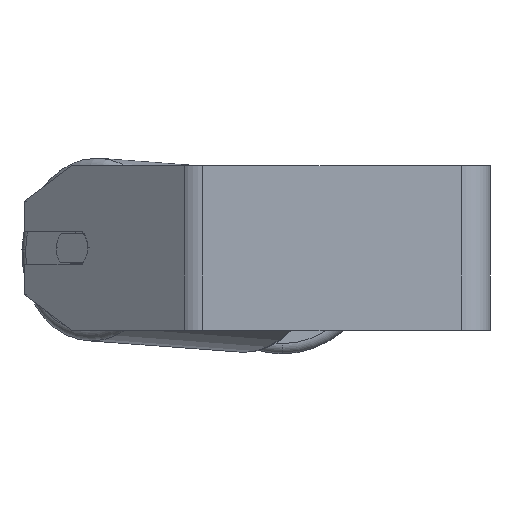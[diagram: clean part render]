
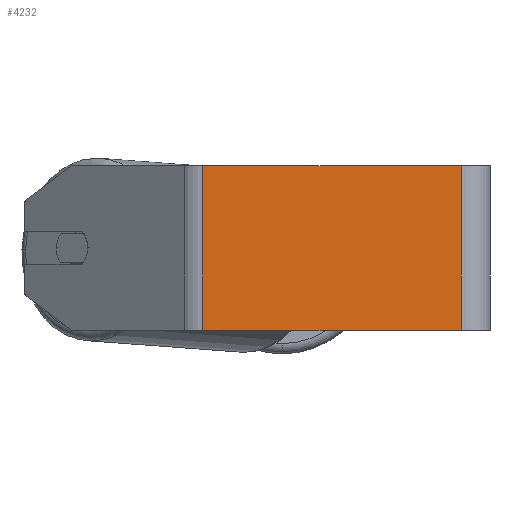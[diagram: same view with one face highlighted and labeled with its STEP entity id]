
A CAD part, left-side view. The second image highlights one B-rep face of the part: STEP entity #4232.
In plain terms, the highlighted planar face has unit normal (-1, 0, 0).
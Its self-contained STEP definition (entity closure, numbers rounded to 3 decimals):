
#256 = VECTOR ( 'NONE', #5056, 1000. ) ;
#313 = DIRECTION ( 'NONE',  ( 1., 0., 0. ) ) ;
#392 = DIRECTION ( 'NONE',  ( 0., 0., -1. ) ) ;
#542 = EDGE_CURVE ( 'NONE', #6575, #6364, #1365, .T. ) ;
#1344 = CARTESIAN_POINT ( 'NONE',  ( -255., 139.586, -40. ) ) ;
#1365 = LINE ( 'NONE', #3967, #3222 ) ;
#1416 = CARTESIAN_POINT ( 'NONE',  ( -255., 14., 40. ) ) ;
#2732 = AXIS2_PLACEMENT_3D ( 'NONE', #6114, #313, #392 ) ;
#2770 = LINE ( 'NONE', #7997, #4270 ) ;
#2841 = EDGE_CURVE ( 'NONE', #3019, #5910, #8285, .T. ) ;
#2873 = EDGE_CURVE ( 'NONE', #6575, #3019, #3737, .T. ) ;
#3019 = VERTEX_POINT ( 'NONE', #1344 ) ;
#3091 = CARTESIAN_POINT ( 'NONE',  ( -255., 139.586, 40. ) ) ;
#3222 = VECTOR ( 'NONE', #6567, 1000. ) ;
#3737 = LINE ( 'NONE', #3091, #256 ) ;
#3967 = CARTESIAN_POINT ( 'NONE',  ( -255., 144.681, 40. ) ) ;
#4154 = CARTESIAN_POINT ( 'NONE',  ( -255., 14., -40. ) ) ;
#4232 = ADVANCED_FACE ( 'NONE', ( #4925 ), #8107, .F. ) ;
#4270 = VECTOR ( 'NONE', #7327, 1000. ) ;
#4399 = ORIENTED_EDGE ( 'NONE', *, *, #2841, .T. ) ;
#4925 = FACE_OUTER_BOUND ( 'NONE', #6909, .T. ) ;
#5056 = DIRECTION ( 'NONE',  ( 0., 0., -1. ) ) ;
#5910 = VERTEX_POINT ( 'NONE', #4154 ) ;
#6114 = CARTESIAN_POINT ( 'NONE',  ( -255., 144.681, 40. ) ) ;
#6364 = VERTEX_POINT ( 'NONE', #1416 ) ;
#6423 = DIRECTION ( 'NONE',  ( 0., -1., 0. ) ) ;
#6567 = DIRECTION ( 'NONE',  ( 0., -1., 0. ) ) ;
#6575 = VERTEX_POINT ( 'NONE', #7709 ) ;
#6688 = EDGE_CURVE ( 'NONE', #6364, #5910, #2770, .T. ) ;
#6787 = ORIENTED_EDGE ( 'NONE', *, *, #6688, .F. ) ;
#6909 = EDGE_LOOP ( 'NONE', ( #4399, #6787, #7744, #7288 ) ) ;
#7288 = ORIENTED_EDGE ( 'NONE', *, *, #2873, .T. ) ;
#7327 = DIRECTION ( 'NONE',  ( 0., 0., -1. ) ) ;
#7656 = CARTESIAN_POINT ( 'NONE',  ( -255., 144.681, -40. ) ) ;
#7709 = CARTESIAN_POINT ( 'NONE',  ( -255., 139.586, 40. ) ) ;
#7744 = ORIENTED_EDGE ( 'NONE', *, *, #542, .F. ) ;
#7997 = CARTESIAN_POINT ( 'NONE',  ( -255., 14., 40. ) ) ;
#8107 = PLANE ( 'NONE',  #2732 ) ;
#8147 = VECTOR ( 'NONE', #6423, 1000. ) ;
#8285 = LINE ( 'NONE', #7656, #8147 ) ;
